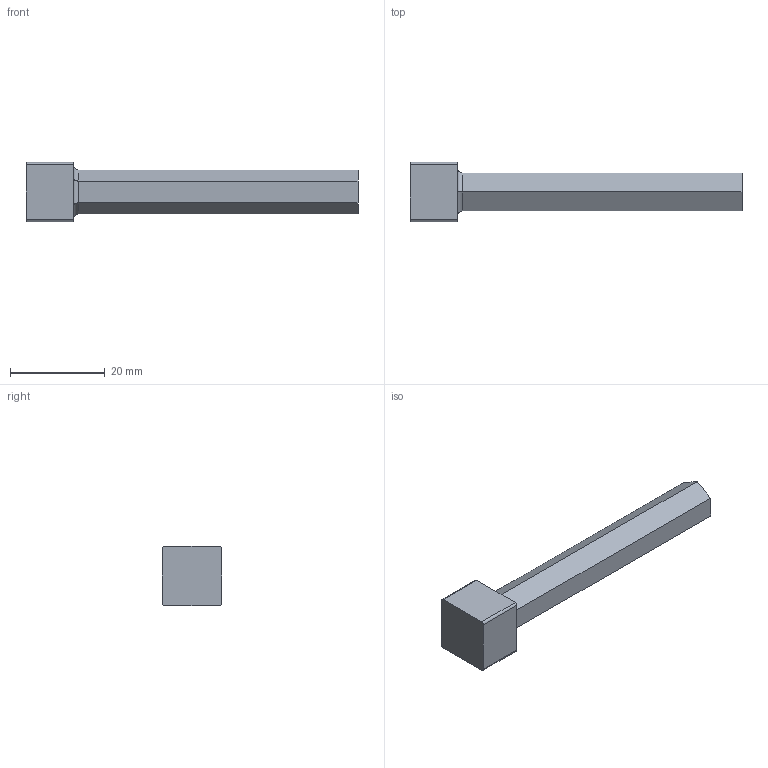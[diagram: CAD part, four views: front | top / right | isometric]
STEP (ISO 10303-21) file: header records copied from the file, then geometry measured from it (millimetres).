
FILE_DESCRIPTION(('CATIA V5 STEP Exchange'),'2;1');
FILE_NAME('Douille.stp','2023-08-29T16:48:38+00:00',('none'),('none'),'CATIA Version 5 Release 19 SP 2 (IN-10)','CATIA V5 STEP AP203','none');
FILE_SCHEMA(('CONFIG_CONTROL_DESIGN'));
Length unit declared in the file: millimetre
Products named in the file (1): Douille
Bounding box: 70 x 12.5 x 12.5 mm (x, y, z)
Volume: 4892.2 mm3; surface area: 2454.9 mm2
Topology: 1 solids, 1 shells, 23 faces, 54 edges, 34 vertices
Faces by surface type: plane 13, cylinder 10
Entity records: 700 total; most frequent: CARTESIAN_POINT 142, ORIENTED_EDGE 108, DIRECTION 94, EDGE_CURVE 54, VECTOR 40, LINE 40, VERTEX_POINT 34, AXIS2_PLACEMENT_3D 32
